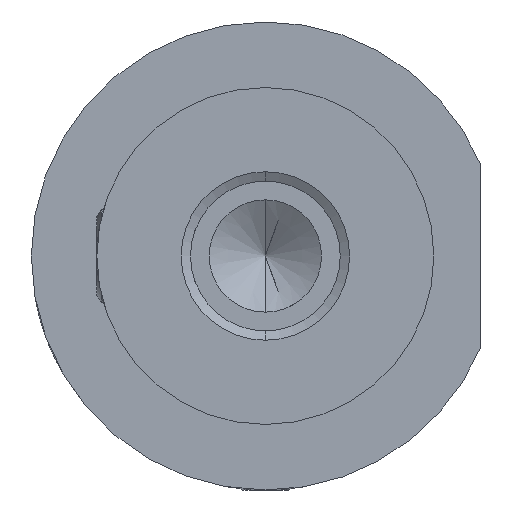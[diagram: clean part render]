
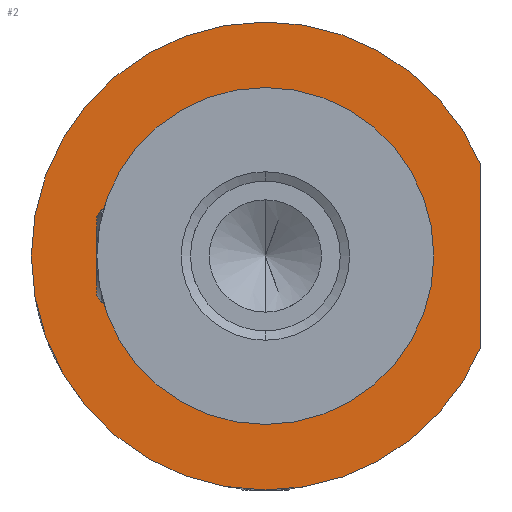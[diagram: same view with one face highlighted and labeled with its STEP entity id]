
A CAD part, left-side view. The second image highlights one B-rep face of the part: STEP entity #2.
In plain terms, the highlighted planar face has unit normal (-1, 0, 0).
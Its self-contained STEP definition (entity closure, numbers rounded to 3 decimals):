
#2 = ADVANCED_FACE ( 'NONE', ( #2499, #5167 ), #982, .T. ) ;
#100 = ORIENTED_EDGE ( 'NONE', *, *, #532, .T. ) ;
#163 = VERTEX_POINT ( 'NONE', #4269 ) ;
#169 = VERTEX_POINT ( 'NONE', #373 ) ;
#373 = CARTESIAN_POINT ( 'NONE',  ( 30.699, 52.95, 99.226 ) ) ;
#532 = EDGE_CURVE ( 'NONE', #3021, #3229, #4080, .T. ) ;
#678 = ORIENTED_EDGE ( 'NONE', *, *, #1210, .F. ) ;
#906 = DIRECTION ( 'NONE',  ( -1., 0., 0. ) ) ;
#982 = PLANE ( 'NONE',  #4806 ) ;
#1122 = ORIENTED_EDGE ( 'NONE', *, *, #1277, .T. ) ;
#1131 = EDGE_LOOP ( 'NONE', ( #2099, #1122, #100, #3931 ) ) ;
#1210 = EDGE_CURVE ( 'NONE', #5213, #169, #4849, .T. ) ;
#1277 = EDGE_CURVE ( 'NONE', #163, #3021, #3007, .T. ) ;
#1301 = CARTESIAN_POINT ( 'NONE',  ( 30.699, 52.95, 81.226 ) ) ;
#1369 = DIRECTION ( 'NONE',  ( -1., 0., 0. ) ) ;
#1414 = DIRECTION ( 'NONE',  ( 0., 0., 1. ) ) ;
#1612 = DIRECTION ( 'NONE',  ( 0., 0., 1. ) ) ;
#1751 = AXIS2_PLACEMENT_3D ( 'NONE', #2074, #3763, #5144 ) ;
#1787 = VERTEX_POINT ( 'NONE', #2222 ) ;
#1954 = EDGE_CURVE ( 'NONE', #169, #5213, #4774, .T. ) ;
#2023 = CARTESIAN_POINT ( 'NONE',  ( 30.699, 52.95, 81.226 ) ) ;
#2054 = CARTESIAN_POINT ( 'NONE',  ( 30.699, 29.95, 91.024 ) ) ;
#2074 = CARTESIAN_POINT ( 'NONE',  ( 30.699, 52.95, 81.226 ) ) ;
#2099 = ORIENTED_EDGE ( 'NONE', *, *, #5373, .T. ) ;
#2222 = CARTESIAN_POINT ( 'NONE',  ( 30.699, 29.95, 91.024 ) ) ;
#2272 = AXIS2_PLACEMENT_3D ( 'NONE', #1301, #2572, #3002 ) ;
#2499 = FACE_BOUND ( 'NONE', #4793, .T. ) ;
#2572 = DIRECTION ( 'NONE',  ( -1., 0., 0. ) ) ;
#2712 = CARTESIAN_POINT ( 'NONE',  ( 30.699, 29.95, 71.428 ) ) ;
#2815 = DIRECTION ( 'NONE',  ( -1., 0., 0. ) ) ;
#3002 = DIRECTION ( 'NONE',  ( 0., 0., 1. ) ) ;
#3007 = CIRCLE ( 'NONE', #2272, 25. ) ;
#3021 = VERTEX_POINT ( 'NONE', #3459 ) ;
#3214 = LINE ( 'NONE', #2054, #5458 ) ;
#3229 = VERTEX_POINT ( 'NONE', #2712 ) ;
#3437 = EDGE_CURVE ( 'NONE', #3229, #1787, #3214, .T. ) ;
#3459 = CARTESIAN_POINT ( 'NONE',  ( 30.699, 52.95, 56.226 ) ) ;
#3565 = AXIS2_PLACEMENT_3D ( 'NONE', #4810, #1369, #4422 ) ;
#3677 = DIRECTION ( 'NONE',  ( 0., 0., 1. ) ) ;
#3763 = DIRECTION ( 'NONE',  ( -1., 0., 0. ) ) ;
#3789 = DIRECTION ( 'NONE',  ( 0., 0., 1. ) ) ;
#3931 = ORIENTED_EDGE ( 'NONE', *, *, #3437, .T. ) ;
#3951 = ORIENTED_EDGE ( 'NONE', *, *, #1954, .F. ) ;
#4044 = CARTESIAN_POINT ( 'NONE',  ( 30.699, 53.95, 81.226 ) ) ;
#4080 = CIRCLE ( 'NONE', #3565, 25. ) ;
#4160 = AXIS2_PLACEMENT_3D ( 'NONE', #4175, #2815, #3677 ) ;
#4175 = CARTESIAN_POINT ( 'NONE',  ( 30.699, 52.95, 81.226 ) ) ;
#4222 = DIRECTION ( 'NONE',  ( -1., 0., 0. ) ) ;
#4269 = CARTESIAN_POINT ( 'NONE',  ( 30.699, 52.95, 106.226 ) ) ;
#4422 = DIRECTION ( 'NONE',  ( 0., 0., 1. ) ) ;
#4454 = CARTESIAN_POINT ( 'NONE',  ( 30.699, 52.95, 63.226 ) ) ;
#4774 = CIRCLE ( 'NONE', #4160, 18. ) ;
#4793 = EDGE_LOOP ( 'NONE', ( #3951, #678 ) ) ;
#4806 = AXIS2_PLACEMENT_3D ( 'NONE', #4044, #906, #1414 ) ;
#4810 = CARTESIAN_POINT ( 'NONE',  ( 30.699, 52.95, 81.226 ) ) ;
#4849 = CIRCLE ( 'NONE', #5118, 18. ) ;
#5118 = AXIS2_PLACEMENT_3D ( 'NONE', #2023, #4222, #3789 ) ;
#5144 = DIRECTION ( 'NONE',  ( 0., 0., 1. ) ) ;
#5167 = FACE_OUTER_BOUND ( 'NONE', #1131, .T. ) ;
#5213 = VERTEX_POINT ( 'NONE', #4454 ) ;
#5373 = EDGE_CURVE ( 'NONE', #1787, #163, #5578, .T. ) ;
#5458 = VECTOR ( 'NONE', #1612, 1000. ) ;
#5578 = CIRCLE ( 'NONE', #1751, 25. ) ;
